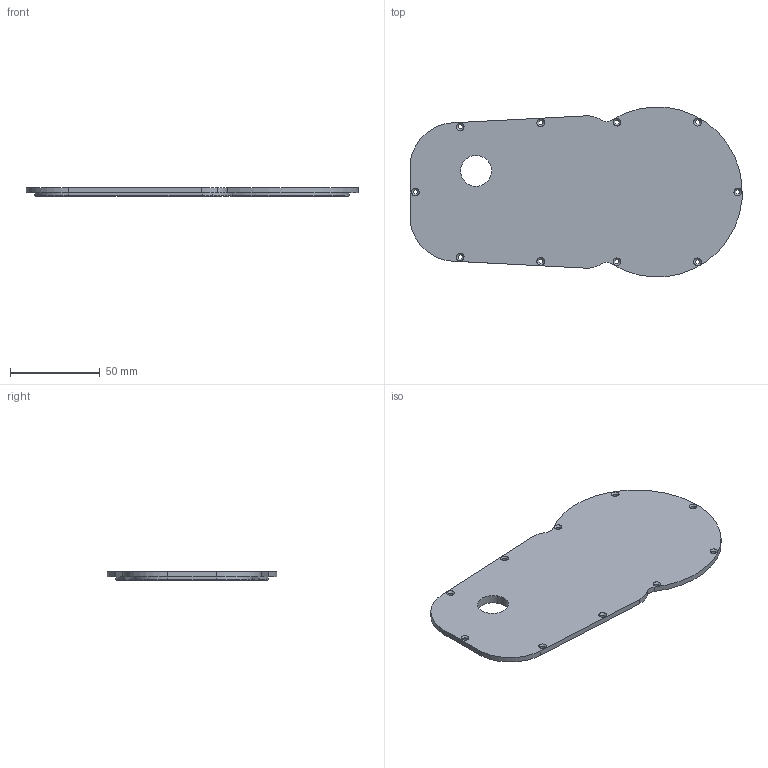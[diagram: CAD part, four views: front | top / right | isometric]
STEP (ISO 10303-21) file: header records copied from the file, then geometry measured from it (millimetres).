
FILE_DESCRIPTION(('CATIA V5 STEP Exchange'),'2;1');
FILE_NAME('Unterteil_prototyp02_2012_01_10.stp','2012-01-09T23:46:00+00:00',('none'),('none'),'CATIA Version 5 Release 21 SP 1 (IN-10)','CATIA V5 STEP AP203','none');
FILE_SCHEMA(('CONFIG_CONTROL_DESIGN'));
Length unit declared in the file: millimetre
Products named in the file (1): Gehaeuse Unterseite
Bounding box: 185.33 x 94.86 x 5 mm (x, y, z)
Volume: 66665.7 mm3; surface area: 31704.5 mm2
Topology: 1 solids, 1 shells, 99 faces, 234 edges, 146 vertices
Faces by surface type: cylinder 52, cone 27, plane 20
Entity records: 2654 total; most frequent: ORIENTED_EDGE 468, CARTESIAN_POINT 444, DIRECTION 360, EDGE_CURVE 234, AXIS2_PLACEMENT_3D 195, VERTEX_POINT 146, CIRCLE 131, EDGE_LOOP 130
